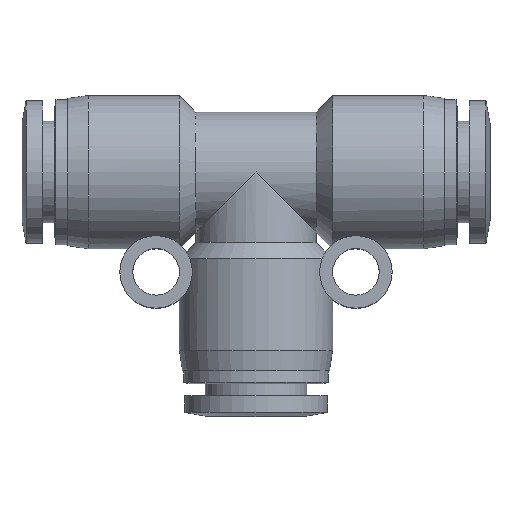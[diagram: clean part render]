
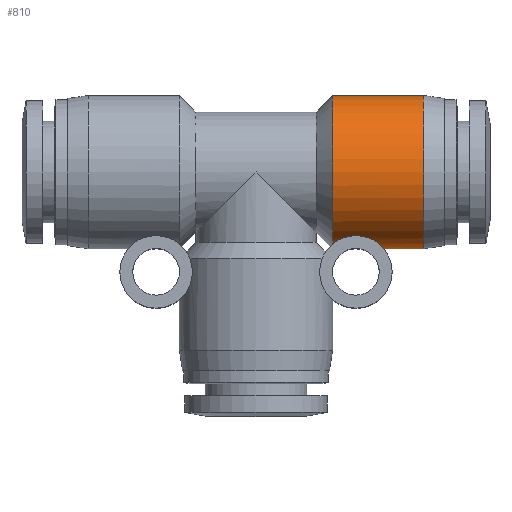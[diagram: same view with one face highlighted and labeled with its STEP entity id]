
A CAD part, top view. The second image highlights one B-rep face of the part: STEP entity #810.
In plain terms, the highlighted cylindrical face has radius 7.4 mm (diameter 14.8 mm), a partial arc.
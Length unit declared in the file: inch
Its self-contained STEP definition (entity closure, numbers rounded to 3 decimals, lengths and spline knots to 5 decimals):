
#115 = FACE_OUTER_BOUND ( 'NONE', #1300, .T. ) ;
#181 = CARTESIAN_POINT ( 'NONE',  ( 0.35945, -0.24347, 0.16001 ) ) ;
#201 = CARTESIAN_POINT ( 'NONE',  ( 0.46931, -0.27499, 0.09645 ) ) ;
#255 = B_SPLINE_CURVE_WITH_KNOTS ( 'NONE', 3,
 ( #2740, #3838, #3475, #1285, #3857, #1643, #4255, #2030, #4641, #2394, #181, #2757, #555, #3116, #930, #3488, #1304, #3874, #1657, #4273, #2046, #4658, #2408, #201, #2771, #564, #3132, #945, #3502, #1318, #3893, #1675 ),
 .UNSPECIFIED., .F., .F.,
 ( 4, 2, 2, 2, 2, 2, 2, 2, 2, 2, 2, 2, 2, 2, 2, 4 ),
 ( 0., 0.00055, 0.00109, 0.00164, 0.00218, 0.00273, 0.00327, 0.00382, 0.00436, 0.00491, 0.00545, 0.006, 0.00655, 0.00709, 0.00764, 0.00873 ),
 .UNSPECIFIED. ) ;
#294 = DIRECTION ( 'NONE',  ( 1., 0., 0. ) ) ;
#412 = CARTESIAN_POINT ( 'NONE',  ( 0.46457, 0.29134, 0. ) ) ;
#486 = EDGE_CURVE ( 'NONE', #3549, #529, #1205, .T. ) ;
#529 = VERTEX_POINT ( 'NONE', #1227 ) ;
#555 = CARTESIAN_POINT ( 'NONE',  ( 0.38077, -0.24194, 0.16231 ) ) ;
#564 = CARTESIAN_POINT ( 'NONE',  ( 0.47596, -0.28107, 0.07699 ) ) ;
#599 = DIRECTION ( 'NONE',  ( 0., 1., 0. ) ) ;
#611 = DIRECTION ( 'NONE',  ( 1., 0., 0. ) ) ;
#647 = CARTESIAN_POINT ( 'NONE',  ( 0.6378, 0., 0. ) ) ;
#681 = AXIS2_PLACEMENT_3D ( 'NONE', #2496, #294, #2868 ) ;
#810 = ADVANCED_FACE ( 'NONE', ( #115 ), #4627, .T. ) ;
#930 = CARTESIAN_POINT ( 'NONE',  ( 0.40219, -0.24376, 0.15957 ) ) ;
#945 = CARTESIAN_POINT ( 'NONE',  ( 0.48067, -0.2859, 0.05649 ) ) ;
#1021 = CARTESIAN_POINT ( 'NONE',  ( 0.46457, -0.29134, 0. ) ) ;
#1077 = EDGE_CURVE ( 'NONE', #529, #1298, #2616, .T. ) ;
#1098 = CARTESIAN_POINT ( 'NONE',  ( 0.48547, -0.29134, 0. ) ) ;
#1153 = VECTOR ( 'NONE', #4477, 39.37008 ) ;
#1160 = ORIENTED_EDGE ( 'NONE', *, *, #3188, .T. ) ;
#1205 = LINE ( 'NONE', #412, #1153 ) ;
#1227 = CARTESIAN_POINT ( 'NONE',  ( 0.6378, 0.29134, 0. ) ) ;
#1285 = CARTESIAN_POINT ( 'NONE',  ( 0.30414, -0.26475, 0.12175 ) ) ;
#1298 = VERTEX_POINT ( 'NONE', #1848 ) ;
#1300 = EDGE_LOOP ( 'NONE', ( #3703, #3121, #4291, #2505, #1160 ) ) ;
#1304 = CARTESIAN_POINT ( 'NONE',  ( 0.42195, -0.24855, 0.15206 ) ) ;
#1318 = CARTESIAN_POINT ( 'NONE',  ( 0.4846, -0.29027, 0.02864 ) ) ;
#1643 = CARTESIAN_POINT ( 'NONE',  ( 0.31726, -0.25709, 0.13717 ) ) ;
#1657 = CARTESIAN_POINT ( 'NONE',  ( 0.43896, -0.2553, 0.14046 ) ) ;
#1675 = CARTESIAN_POINT ( 'NONE',  ( 0.48547, -0.29134, 0. ) ) ;
#1812 = EDGE_CURVE ( 'NONE', #1933, #1298, #3599, .T. ) ;
#1848 = CARTESIAN_POINT ( 'NONE',  ( 0.6378, -0.29134, 0. ) ) ;
#1933 = VERTEX_POINT ( 'NONE', #1098 ) ;
#1948 = AXIS2_PLACEMENT_3D ( 'NONE', #3450, #3630, #3432 ) ;
#2030 = CARTESIAN_POINT ( 'NONE',  ( 0.33338, -0.25008, 0.14952 ) ) ;
#2046 = CARTESIAN_POINT ( 'NONE',  ( 0.45272, -0.26284, 0.12582 ) ) ;
#2394 = CARTESIAN_POINT ( 'NONE',  ( 0.35249, -0.24472, 0.15811 ) ) ;
#2408 = CARTESIAN_POINT ( 'NONE',  ( 0.4636, -0.27038, 0.1087 ) ) ;
#2496 = CARTESIAN_POINT ( 'NONE',  ( 0.29134, 0., 0. ) ) ;
#2505 = ORIENTED_EDGE ( 'NONE', *, *, #486, .F. ) ;
#2550 = VERTEX_POINT ( 'NONE', #4229 ) ;
#2616 = CIRCLE ( 'NONE', #3560, 0.29134 ) ;
#2740 = CARTESIAN_POINT ( 'NONE',  ( 0.29134, -0.27437, 0.09797 ) ) ;
#2757 = CARTESIAN_POINT ( 'NONE',  ( 0.37361, -0.24209, 0.16209 ) ) ;
#2771 = CARTESIAN_POINT ( 'NONE',  ( 0.47175, -0.27714, 0.0901 ) ) ;
#2868 = DIRECTION ( 'NONE',  ( 0., 1., 0. ) ) ;
#3116 = CARTESIAN_POINT ( 'NONE',  ( 0.39523, -0.24279, 0.16104 ) ) ;
#3121 = ORIENTED_EDGE ( 'NONE', *, *, #1812, .T. ) ;
#3132 = CARTESIAN_POINT ( 'NONE',  ( 0.47774, -0.28284, 0.07019 ) ) ;
#3188 = EDGE_CURVE ( 'NONE', #3549, #2550, #3625, .T. ) ;
#3432 = DIRECTION ( 'NONE',  ( 0., 1., 0. ) ) ;
#3450 = CARTESIAN_POINT ( 'NONE',  ( 0.46457, 0., 0. ) ) ;
#3475 = CARTESIAN_POINT ( 'NONE',  ( 0.29709, -0.26972, 0.11032 ) ) ;
#3488 = CARTESIAN_POINT ( 'NONE',  ( 0.4156, -0.24665, 0.15508 ) ) ;
#3502 = CARTESIAN_POINT ( 'NONE',  ( 0.48184, -0.28718, 0.04957 ) ) ;
#3549 = VERTEX_POINT ( 'NONE', #4593 ) ;
#3560 = AXIS2_PLACEMENT_3D ( 'NONE', #647, #611, #599 ) ;
#3572 = DIRECTION ( 'NONE',  ( 1., 0., 0. ) ) ;
#3599 = LINE ( 'NONE', #1021, #4797 ) ;
#3617 = EDGE_CURVE ( 'NONE', #2550, #1933, #255, .T. ) ;
#3625 = CIRCLE ( 'NONE', #681, 0.29134 ) ;
#3630 = DIRECTION ( 'NONE',  ( 1., 0., 0. ) ) ;
#3703 = ORIENTED_EDGE ( 'NONE', *, *, #3617, .T. ) ;
#3838 = CARTESIAN_POINT ( 'NONE',  ( 0.29403, -0.27212, 0.10429 ) ) ;
#3857 = CARTESIAN_POINT ( 'NONE',  ( 0.30816, -0.26217, 0.12718 ) ) ;
#3874 = CARTESIAN_POINT ( 'NONE',  ( 0.43358, -0.25285, 0.14478 ) ) ;
#3893 = CARTESIAN_POINT ( 'NONE',  ( 0.48547, -0.29134, 0.01439 ) ) ;
#4229 = CARTESIAN_POINT ( 'NONE',  ( 0.29134, -0.27437, 0.09797 ) ) ;
#4255 = CARTESIAN_POINT ( 'NONE',  ( 0.32227, -0.25462, 0.14165 ) ) ;
#4273 = CARTESIAN_POINT ( 'NONE',  ( 0.4485, -0.26028, 0.131 ) ) ;
#4291 = ORIENTED_EDGE ( 'NONE', *, *, #1077, .F. ) ;
#4477 = DIRECTION ( 'NONE',  ( 1., 0., 0. ) ) ;
#4593 = CARTESIAN_POINT ( 'NONE',  ( 0.29134, 0.29134, 0. ) ) ;
#4627 = CYLINDRICAL_SURFACE ( 'NONE', #1948, 0.29134 ) ;
#4641 = CARTESIAN_POINT ( 'NONE',  ( 0.33954, -0.24801, 0.15291 ) ) ;
#4658 = CARTESIAN_POINT ( 'NONE',  ( 0.4603, -0.2679, 0.11465 ) ) ;
#4797 = VECTOR ( 'NONE', #3572, 39.37008 ) ;
